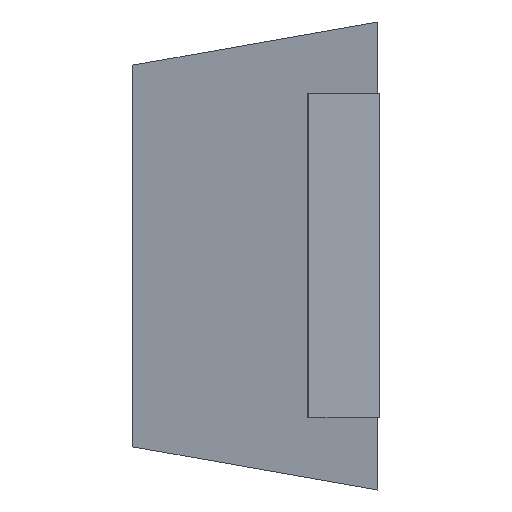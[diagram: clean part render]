
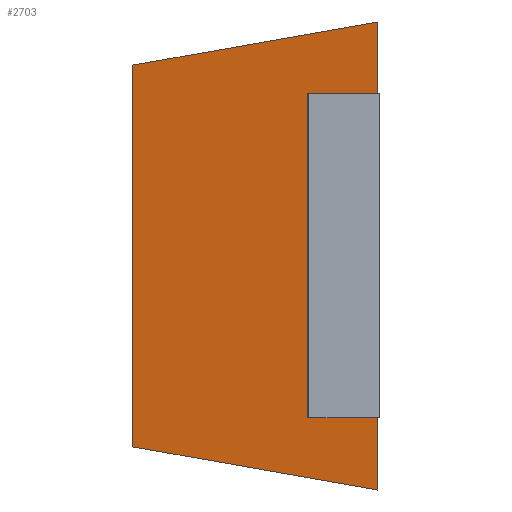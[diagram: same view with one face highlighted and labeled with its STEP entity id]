
A CAD part, left-side view. The second image highlights one B-rep face of the part: STEP entity #2703.
In plain terms, the highlighted planar face has unit normal (-0.985, 0.174, 0).
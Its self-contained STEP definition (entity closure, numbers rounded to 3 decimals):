
#22 = ORIENTED_EDGE ( 'NONE', *, *, #403, .F. ) ;
#192 = VECTOR ( 'NONE', #2078, 1000. ) ;
#210 = VECTOR ( 'NONE', #5558, 1000. ) ;
#226 = CARTESIAN_POINT ( 'NONE',  ( -1.1, 0., 0.45 ) ) ;
#253 = CARTESIAN_POINT ( 'NONE',  ( -1.066, 0.195, -0.65 ) ) ;
#281 = DIRECTION ( 'NONE',  ( 0., 0., 1. ) ) ;
#296 = EDGE_CURVE ( 'NONE', #1004, #2275, #568, .T. ) ;
#403 = EDGE_CURVE ( 'NONE', #1460, #3244, #4917, .T. ) ;
#439 = CARTESIAN_POINT ( 'NONE',  ( -1.1, 0., -0.65 ) ) ;
#446 = CARTESIAN_POINT ( 'NONE',  ( -0.98, 0.68, -0.53 ) ) ;
#460 = VECTOR ( 'NONE', #281, 1000. ) ;
#568 = LINE ( 'NONE', #2158, #3874 ) ;
#700 = VECTOR ( 'NONE', #1647, 1000. ) ;
#866 = CARTESIAN_POINT ( 'NONE',  ( -0.98, 0.68, 0.53 ) ) ;
#1004 = VERTEX_POINT ( 'NONE', #866 ) ;
#1327 = CARTESIAN_POINT ( 'NONE',  ( -1.1, 0., 0.65 ) ) ;
#1356 = VERTEX_POINT ( 'NONE', #5120 ) ;
#1377 = EDGE_CURVE ( 'NONE', #1664, #1356, #3802, .T. ) ;
#1406 = LINE ( 'NONE', #3704, #460 ) ;
#1451 = DIRECTION ( 'NONE',  ( -0.174, -0.985, 0. ) ) ;
#1460 = VERTEX_POINT ( 'NONE', #2273 ) ;
#1505 = CARTESIAN_POINT ( 'NONE',  ( -1.1, 0., -0.45 ) ) ;
#1509 = DIRECTION ( 'NONE',  ( -0.985, 0.174, 0. ) ) ;
#1636 = CARTESIAN_POINT ( 'NONE',  ( -0.98, 0.68, 0. ) ) ;
#1647 = DIRECTION ( 'NONE',  ( 0., 0., 1. ) ) ;
#1664 = VERTEX_POINT ( 'NONE', #1505 ) ;
#1729 = ORIENTED_EDGE ( 'NONE', *, *, #296, .F. ) ;
#2006 = ORIENTED_EDGE ( 'NONE', *, *, #2035, .T. ) ;
#2035 = EDGE_CURVE ( 'NONE', #1460, #1664, #1406, .T. ) ;
#2078 = DIRECTION ( 'NONE',  ( 0., 0., 1. ) ) ;
#2093 = DIRECTION ( 'NONE',  ( -0.171, -0.97, 0.171 ) ) ;
#2106 = EDGE_CURVE ( 'NONE', #3244, #1004, #4194, .T. ) ;
#2158 = CARTESIAN_POINT ( 'NONE',  ( -0.98, 0.68, 0.53 ) ) ;
#2183 = ORIENTED_EDGE ( 'NONE', *, *, #5250, .T. ) ;
#2273 = CARTESIAN_POINT ( 'NONE',  ( -1.1, 0., -0.65 ) ) ;
#2275 = VERTEX_POINT ( 'NONE', #1327 ) ;
#2354 = ORIENTED_EDGE ( 'NONE', *, *, #1377, .T. ) ;
#2416 = LINE ( 'NONE', #226, #3627 ) ;
#2462 = VECTOR ( 'NONE', #2593, 1000. ) ;
#2479 = CARTESIAN_POINT ( 'NONE',  ( -1.1, 0., -0.65 ) ) ;
#2593 = DIRECTION ( 'NONE',  ( 0.171, 0.97, 0.171 ) ) ;
#2683 = EDGE_CURVE ( 'NONE', #5490, #3678, #2416, .T. ) ;
#2703 = ADVANCED_FACE ( 'NONE', ( #4741 ), #4564, .T. ) ;
#3244 = VERTEX_POINT ( 'NONE', #446 ) ;
#3516 = EDGE_CURVE ( 'NONE', #3678, #2275, #5329, .T. ) ;
#3627 = VECTOR ( 'NONE', #1451, 1000. ) ;
#3678 = VERTEX_POINT ( 'NONE', #3971 ) ;
#3683 = DIRECTION ( 'NONE',  ( -0.174, -0.985, 0. ) ) ;
#3704 = CARTESIAN_POINT ( 'NONE',  ( -1.1, 0., -0.65 ) ) ;
#3802 = LINE ( 'NONE', #5478, #210 ) ;
#3829 = EDGE_LOOP ( 'NONE', ( #5300, #22, #2006, #2354, #2183, #4901, #4210, #1729 ) ) ;
#3874 = VECTOR ( 'NONE', #2093, 1000. ) ;
#3971 = CARTESIAN_POINT ( 'NONE',  ( -1.1, 0., 0.45 ) ) ;
#4020 = AXIS2_PLACEMENT_3D ( 'NONE', #4100, #1509, #3683 ) ;
#4100 = CARTESIAN_POINT ( 'NONE',  ( -1.1, 0., -0.65 ) ) ;
#4194 = LINE ( 'NONE', #1636, #192 ) ;
#4210 = ORIENTED_EDGE ( 'NONE', *, *, #3516, .T. ) ;
#4270 = CARTESIAN_POINT ( 'NONE',  ( -1.066, 0.195, 0.45 ) ) ;
#4564 = PLANE ( 'NONE',  #4020 ) ;
#4741 = FACE_OUTER_BOUND ( 'NONE', #3829, .T. ) ;
#4901 = ORIENTED_EDGE ( 'NONE', *, *, #2683, .T. ) ;
#4917 = LINE ( 'NONE', #439, #2462 ) ;
#5046 = DIRECTION ( 'NONE',  ( 0., 0., 1. ) ) ;
#5120 = CARTESIAN_POINT ( 'NONE',  ( -1.066, 0.195, -0.45 ) ) ;
#5231 = VECTOR ( 'NONE', #5046, 1000. ) ;
#5250 = EDGE_CURVE ( 'NONE', #1356, #5490, #5299, .T. ) ;
#5299 = LINE ( 'NONE', #253, #5231 ) ;
#5300 = ORIENTED_EDGE ( 'NONE', *, *, #2106, .F. ) ;
#5329 = LINE ( 'NONE', #2479, #700 ) ;
#5478 = CARTESIAN_POINT ( 'NONE',  ( -1.1, 0., -0.45 ) ) ;
#5490 = VERTEX_POINT ( 'NONE', #4270 ) ;
#5558 = DIRECTION ( 'NONE',  ( 0.174, 0.985, 0. ) ) ;
